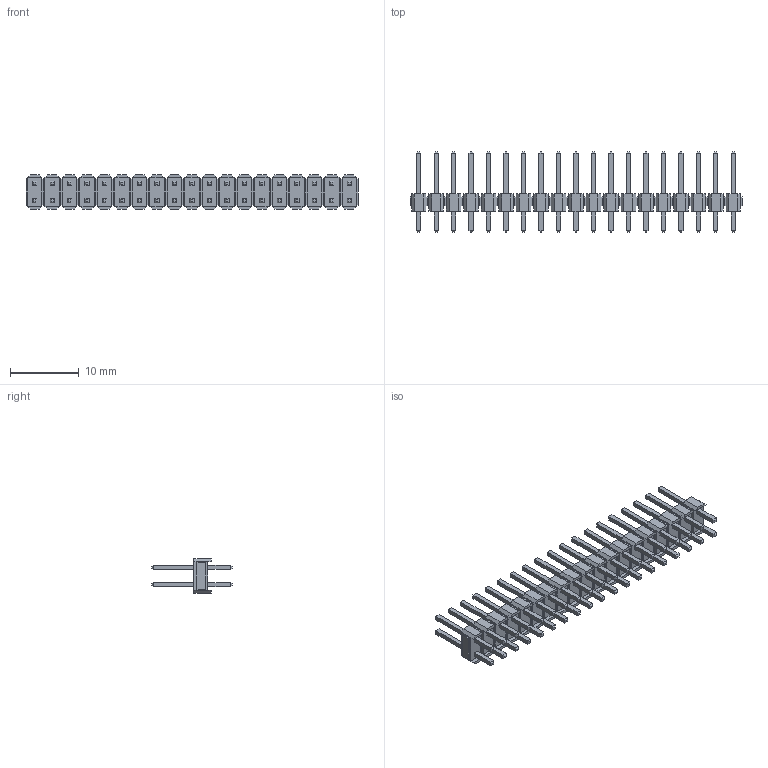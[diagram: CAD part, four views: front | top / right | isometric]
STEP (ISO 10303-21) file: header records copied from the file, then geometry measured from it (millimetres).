
FILE_DESCRIPTION (( 'STEP AP214' ), '1' );
FILE_NAME ('PLD-38.STEP', '2019-06-28T08:59:22', ( '' ), ( '' ), 'SwSTEP 2.0', 'SolidWorks 2018', '' );
FILE_SCHEMA (( 'AUTOMOTIVE_DESIGN' ));
Length unit declared in the file: millimetre
Products named in the file (1): PLD-38
Bounding box: 48.26 x 11.64 x 5 mm (x, y, z)
Volume: 589.1 mm3; surface area: 1979 mm2
Topology: 19 solids, 19 shells, 1140 faces, 2584 edges, 1596 vertices
Faces by surface type: plane 1140
Entity records: 43444 total; most frequent: CARTESIAN_POINT 5321, ORIENTED_EDGE 5168, DIRECTION 4866, EDGE_CURVE 2584, VECTOR 2584, LINE 2584, VERTEX_POINT 1596, EDGE_LOOP 1254
